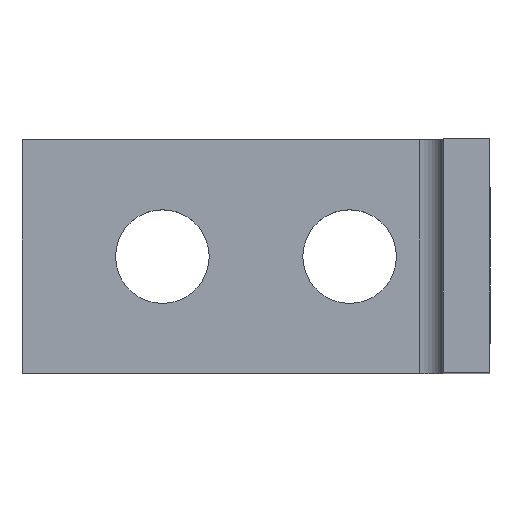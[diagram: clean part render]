
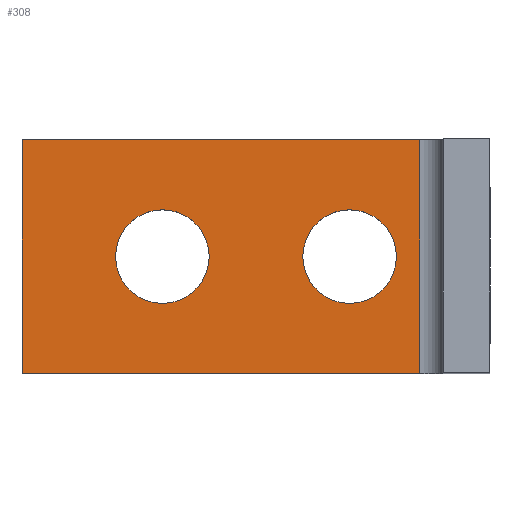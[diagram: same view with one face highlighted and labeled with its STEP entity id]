
A CAD part, top view. The second image highlights one B-rep face of the part: STEP entity #308.
In plain terms, the highlighted planar face has unit normal (0, 0, 1).
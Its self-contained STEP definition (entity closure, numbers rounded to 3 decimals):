
#23=FACE_BOUND('',#65,.T.);
#24=FACE_BOUND('',#66,.T.);
#35=CIRCLE('',#348,2.);
#37=CIRCLE('',#351,2.);
#46=FACE_OUTER_BOUND('',#64,.T.);
#64=EDGE_LOOP('',(#251,#252,#253,#254));
#65=EDGE_LOOP('',(#255));
#66=EDGE_LOOP('',(#256));
#91=LINE('',#492,#121);
#95=LINE('',#501,#125);
#98=LINE('',#509,#128);
#101=LINE('',#523,#131);
#121=VECTOR('',#392,1.);
#125=VECTOR('',#402,1.);
#128=VECTOR('',#411,1.);
#131=VECTOR('',#428,1.);
#155=VERTEX_POINT('',#489);
#156=VERTEX_POINT('',#491);
#158=VERTEX_POINT('',#499);
#160=VERTEX_POINT('',#507);
#161=VERTEX_POINT('',#511);
#163=VERTEX_POINT('',#517);
#183=EDGE_CURVE('',#156,#155,#91,.T.);
#189=EDGE_CURVE('',#155,#158,#95,.T.);
#194=EDGE_CURVE('',#158,#160,#98,.T.);
#195=EDGE_CURVE('',#161,#161,#35,.T.);
#198=EDGE_CURVE('',#163,#163,#37,.T.);
#201=EDGE_CURVE('',#160,#156,#101,.T.);
#251=ORIENTED_EDGE('',*,*,#183,.T.);
#252=ORIENTED_EDGE('',*,*,#189,.T.);
#253=ORIENTED_EDGE('',*,*,#194,.T.);
#254=ORIENTED_EDGE('',*,*,#201,.T.);
#255=ORIENTED_EDGE('',*,*,#195,.F.);
#256=ORIENTED_EDGE('',*,*,#198,.T.);
#296=PLANE('',#353);
#308=ADVANCED_FACE('',(#46,#23,#24),#296,.T.);
#348=AXIS2_PLACEMENT_3D('',#512,#414,#415);
#351=AXIS2_PLACEMENT_3D('',#518,#421,#422);
#353=AXIS2_PLACEMENT_3D('',#522,#426,#427);
#392=DIRECTION('',(-1.,0.,0.));
#402=DIRECTION('',(0.,-1.,0.));
#411=DIRECTION('',(1.,0.,0.));
#414=DIRECTION('center_axis',(0.,0.,1.));
#415=DIRECTION('ref_axis',(1.,0.,0.));
#421=DIRECTION('center_axis',(0.,0.,-1.));
#422=DIRECTION('ref_axis',(-1.,0.,0.));
#426=DIRECTION('center_axis',(0.,0.,1.));
#427=DIRECTION('ref_axis',(1.,0.,0.));
#428=DIRECTION('',(0.,1.,0.));
#489=CARTESIAN_POINT('',(-10.,5.,2.));
#491=CARTESIAN_POINT('',(7.,5.,2.));
#492=CARTESIAN_POINT('',(10.,5.,2.));
#499=CARTESIAN_POINT('',(-10.,-5.,2.));
#501=CARTESIAN_POINT('',(-10.,5.,2.));
#507=CARTESIAN_POINT('',(7.,-5.,2.));
#509=CARTESIAN_POINT('',(-10.,-5.,2.));
#511=CARTESIAN_POINT('',(6.,0.,2.));
#512=CARTESIAN_POINT('Origin',(4.,0.,2.));
#517=CARTESIAN_POINT('',(-2.,0.,2.));
#518=CARTESIAN_POINT('Origin',(-4.,0.,2.));
#522=CARTESIAN_POINT('Origin',(0.,0.,2.));
#523=CARTESIAN_POINT('',(7.,-5.,2.));
